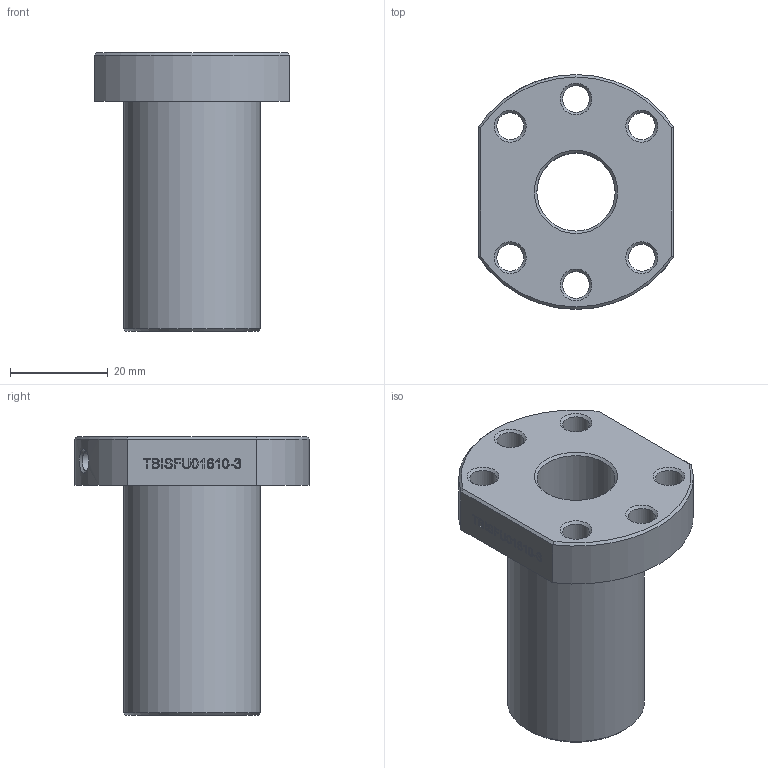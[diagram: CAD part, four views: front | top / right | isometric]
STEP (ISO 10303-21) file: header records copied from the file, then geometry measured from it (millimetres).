
FILE_DESCRIPTION(/* description */ (''),/* implementation_level */ '2;1');
FILE_NAME(/* name */ 'SFU01610-3.stp',/* time_stamp */ '2020-03-23T20:20:01+08:00',/* author */ (''),/* organization */ (''),/* preprocessor_version */ 'ST-DEVELOPER v16',/* originating_system */ 'SIEMENS PLM Software NX 10.0',/* authorisation */ '');
FILE_SCHEMA (('AUTOMOTIVE_DESIGN { 1 0 10303 214 3 1 1 1 }'));
Length unit declared in the file: millimetre
Products named in the file (1): Admi0BFC4609nac9
Bounding box: 40 x 48 x 57 mm (x, y, z)
Volume: 32428.5 mm3; surface area: 12229 mm2
Topology: 1 solids, 1 shells, 134 faces, 322 edges, 211 vertices
Faces by surface type: plane 75, extrusion 32, cylinder 13, cone 13, bspline 1
Full cylindrical faces by diameter (mm): 4 x1, 5.2 x1, 5.5 x6, 16 x1, 28 x1
Entity records: 5252 total; most frequent: CARTESIAN_POINT 2393, ORIENTED_EDGE 590, DIRECTION 446, EDGE_CURVE 295, VERTEX_POINT 206, EDGE_LOOP 191, VECTOR 172, B_SPLINE_CURVE_WITH_KNOTS 152
